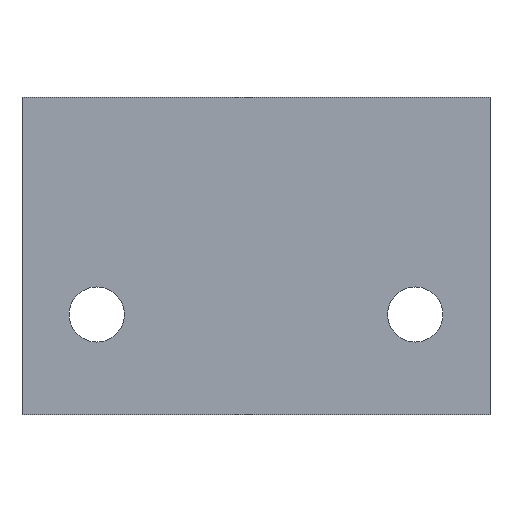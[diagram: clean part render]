
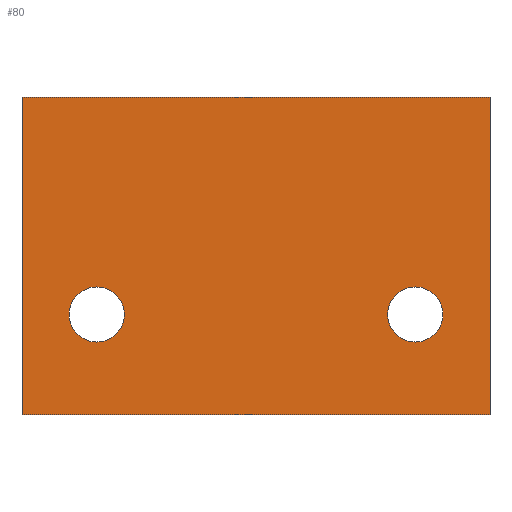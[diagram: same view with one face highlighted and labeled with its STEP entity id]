
A CAD part, top view. The second image highlights one B-rep face of the part: STEP entity #80.
In plain terms, the highlighted planar face has unit normal (0, 0, 1).
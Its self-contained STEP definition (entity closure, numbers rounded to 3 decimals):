
#80 = ADVANCED_FACE( '', ( #97, #98, #99 ), #100, .T. );
#97 = FACE_BOUND( '', #119, .T. );
#98 = FACE_BOUND( '', #120, .T. );
#99 = FACE_OUTER_BOUND( '', #121, .T. );
#100 = PLANE( '', #122 );
#119 = EDGE_LOOP( '', ( #163 ) );
#120 = EDGE_LOOP( '', ( #164 ) );
#121 = EDGE_LOOP( '', ( #165, #166, #167, #168 ) );
#122 = AXIS2_PLACEMENT_3D( '', #169, #170, #171 );
#163 = ORIENTED_EDGE( '', *, *, #197, .F. );
#164 = ORIENTED_EDGE( '', *, *, #198, .F. );
#165 = ORIENTED_EDGE( '', *, *, #184, .T. );
#166 = ORIENTED_EDGE( '', *, *, #192, .T. );
#167 = ORIENTED_EDGE( '', *, *, #188, .T. );
#168 = ORIENTED_EDGE( '', *, *, #199, .T. );
#169 = CARTESIAN_POINT( '', ( 11.95, -46., 0. ) );
#170 = DIRECTION( '', ( 0., 0., 1. ) );
#171 = DIRECTION( '', ( 1., 0., 0. ) );
#184 = EDGE_CURVE( '', #200, #201, #202, .T. );
#188 = EDGE_CURVE( '', #208, #209, #210, .T. );
#192 = EDGE_CURVE( '', #201, #208, #216, .T. );
#197 = EDGE_CURVE( '', #223, #223, #224, .T. );
#198 = EDGE_CURVE( '', #225, #225, #226, .T. );
#199 = EDGE_CURVE( '', #209, #200, #227, .T. );
#200 = VERTEX_POINT( '', #228 );
#201 = VERTEX_POINT( '', #229 );
#202 = LINE( '', #230, #231 );
#208 = VERTEX_POINT( '', #240 );
#209 = VERTEX_POINT( '', #241 );
#210 = LINE( '', #242, #243 );
#216 = LINE( '', #252, #253 );
#223 = VERTEX_POINT( '', #262 );
#224 = CIRCLE( '', #263, 1.65 );
#225 = VERTEX_POINT( '', #264 );
#226 = CIRCLE( '', #265, 1.65 );
#227 = LINE( '', #266, #267 );
#228 = CARTESIAN_POINT( '', ( 11.95, -27., 0. ) );
#229 = CARTESIAN_POINT( '', ( 11.95, -46., 0. ) );
#230 = CARTESIAN_POINT( '', ( 11.95, -46., 0. ) );
#231 = VECTOR( '', #268, 1000. );
#240 = CARTESIAN_POINT( '', ( 39.95, -46., 0. ) );
#241 = CARTESIAN_POINT( '', ( 39.95, -27., 0. ) );
#242 = CARTESIAN_POINT( '', ( 39.95, -27., 0. ) );
#243 = VECTOR( '', #272, 1000. );
#252 = CARTESIAN_POINT( '', ( 11.95, -46., 0. ) );
#253 = VECTOR( '', #276, 1000. );
#262 = CARTESIAN_POINT( '', ( 18.075, -40., 0. ) );
#263 = AXIS2_PLACEMENT_3D( '', #285, #286, #287 );
#264 = CARTESIAN_POINT( '', ( 37.125, -40., 0. ) );
#265 = AXIS2_PLACEMENT_3D( '', #288, #289, #290 );
#266 = CARTESIAN_POINT( '', ( 11.95, -27., 0. ) );
#267 = VECTOR( '', #291, 1000. );
#268 = DIRECTION( '', ( 0., -1., 0. ) );
#272 = DIRECTION( '', ( 0., 1., 0. ) );
#276 = DIRECTION( '', ( 1., 0., 0. ) );
#285 = CARTESIAN_POINT( '', ( 16.425, -40., 0. ) );
#286 = DIRECTION( '', ( 0., 0., 1. ) );
#287 = DIRECTION( '', ( 1., 0., 0. ) );
#288 = CARTESIAN_POINT( '', ( 35.475, -40., 0. ) );
#289 = DIRECTION( '', ( 0., 0., 1. ) );
#290 = DIRECTION( '', ( 1., 0., 0. ) );
#291 = DIRECTION( '', ( -1., 0., 0. ) );
